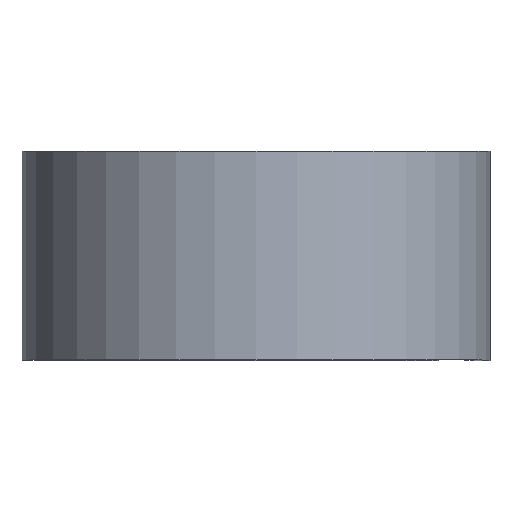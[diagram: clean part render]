
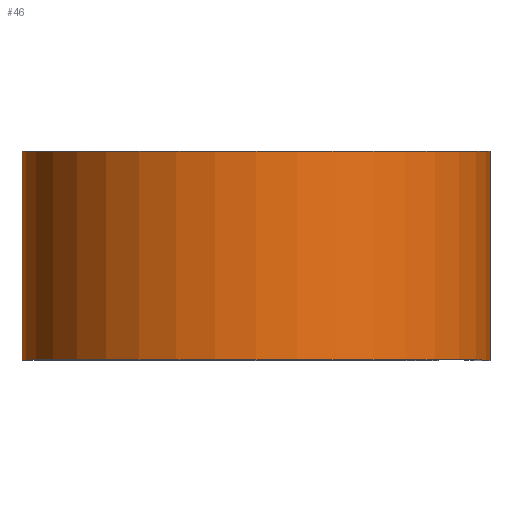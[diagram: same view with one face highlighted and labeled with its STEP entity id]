
A CAD part, top view. The second image highlights one B-rep face of the part: STEP entity #46.
In plain terms, the highlighted cylindrical face has radius 21.361 mm (diameter 42.723 mm), a partial arc.
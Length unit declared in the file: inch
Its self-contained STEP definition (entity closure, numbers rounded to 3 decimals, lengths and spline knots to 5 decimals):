
#8 = VERTEX_POINT ( 'NONE', #127 ) ;
#30 = EDGE_CURVE ( 'NONE', #241, #8, #154, .T. ) ;
#38 = CYLINDRICAL_SURFACE ( 'NONE', #398, 0.841 ) ;
#39 = CARTESIAN_POINT ( 'NONE',  ( 0., -0.375, 0. ) ) ;
#46 = ADVANCED_FACE ( 'NONE', ( #413 ), #38, .T. ) ;
#80 = CARTESIAN_POINT ( 'NONE',  ( 0., 0.375, 0. ) ) ;
#83 = DIRECTION ( 'NONE',  ( 0., 1., 0. ) ) ;
#86 = DIRECTION ( 'NONE',  ( 0., 1., 0. ) ) ;
#99 = DIRECTION ( 'NONE',  ( 1., 0., 0. ) ) ;
#115 = CARTESIAN_POINT ( 'NONE',  ( 0., -0.375, -0.841 ) ) ;
#127 = CARTESIAN_POINT ( 'NONE',  ( 0.841, -0.375, 0. ) ) ;
#154 = LINE ( 'NONE', #428, #483 ) ;
#188 = CARTESIAN_POINT ( 'NONE',  ( 0., 0.375, -0.841 ) ) ;
#207 = ORIENTED_EDGE ( 'NONE', *, *, #371, .F. ) ;
#241 = VERTEX_POINT ( 'NONE', #549 ) ;
#252 = AXIS2_PLACEMENT_3D ( 'NONE', #80, #83, #335 ) ;
#275 = DIRECTION ( 'NONE',  ( 0., -1., 0. ) ) ;
#294 = ORIENTED_EDGE ( 'NONE', *, *, #362, .T. ) ;
#312 = VERTEX_POINT ( 'NONE', #188 ) ;
#335 = DIRECTION ( 'NONE',  ( 1., 0., 0. ) ) ;
#362 = EDGE_CURVE ( 'NONE', #312, #478, #571, .T. ) ;
#371 = EDGE_CURVE ( 'NONE', #312, #241, #605, .T. ) ;
#376 = CARTESIAN_POINT ( 'NONE',  ( 0., 0.375, -0.841 ) ) ;
#379 = DIRECTION ( 'NONE',  ( 0., -1., 0. ) ) ;
#393 = EDGE_CURVE ( 'NONE', #478, #8, #551, .T. ) ;
#398 = AXIS2_PLACEMENT_3D ( 'NONE', #614, #379, #550 ) ;
#409 = EDGE_LOOP ( 'NONE', ( #481, #574, #207, #294 ) ) ;
#413 = FACE_OUTER_BOUND ( 'NONE', #409, .T. ) ;
#424 = AXIS2_PLACEMENT_3D ( 'NONE', #39, #86, #99 ) ;
#428 = CARTESIAN_POINT ( 'NONE',  ( 0.841, 0.375, 0. ) ) ;
#478 = VERTEX_POINT ( 'NONE', #115 ) ;
#481 = ORIENTED_EDGE ( 'NONE', *, *, #393, .T. ) ;
#483 = VECTOR ( 'NONE', #275, 39.37008 ) ;
#494 = DIRECTION ( 'NONE',  ( 0., -1., 0. ) ) ;
#549 = CARTESIAN_POINT ( 'NONE',  ( 0.841, 0.375, 0. ) ) ;
#550 = DIRECTION ( 'NONE',  ( 0., 0., -1. ) ) ;
#551 = CIRCLE ( 'NONE', #424, 0.841 ) ;
#561 = VECTOR ( 'NONE', #494, 39.37008 ) ;
#571 = LINE ( 'NONE', #376, #561 ) ;
#574 = ORIENTED_EDGE ( 'NONE', *, *, #30, .F. ) ;
#605 = CIRCLE ( 'NONE', #252, 0.841 ) ;
#614 = CARTESIAN_POINT ( 'NONE',  ( 0., 0.375, 0. ) ) ;
